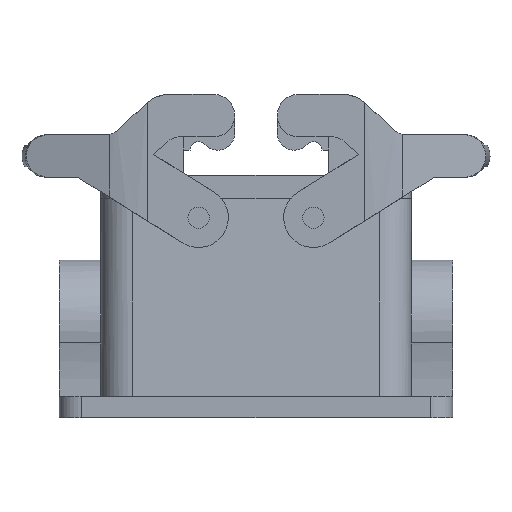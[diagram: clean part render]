
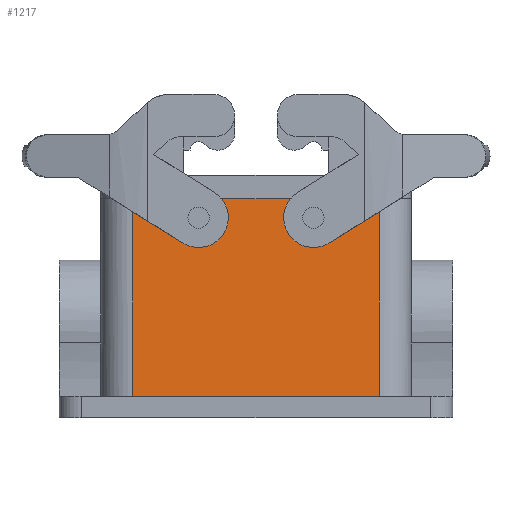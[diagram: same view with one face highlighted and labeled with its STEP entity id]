
A CAD part, left-side view. The second image highlights one B-rep face of the part: STEP entity #1217.
In plain terms, the highlighted planar face has unit normal (-0.999, 0, 0.044).
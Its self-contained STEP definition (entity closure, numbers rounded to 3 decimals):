
#1131=AXIS2_PLACEMENT_3D('Plane Axis2P3D',#1128,#1129,#1130) ;
#656=CARTESIAN_POINT('Vertex',(4.97,26.,5.)) ;
#659=CARTESIAN_POINT('Line Origine',(4.97,55.,5.)) ;
#663=CARTESIAN_POINT('Vertex',(4.97,84.,5.)) ;
#1063=CARTESIAN_POINT('Line Origine',(5.927,84.,26.914)) ;
#1067=CARTESIAN_POINT('Vertex',(7.,84.,51.5)) ;
#1128=CARTESIAN_POINT('Axis2P3D Location',(7.,55.,51.5)) ;
#1133=CARTESIAN_POINT('Line Origine',(5.919,26.,26.75)) ;
#1137=CARTESIAN_POINT('Vertex',(7.,26.,51.5)) ;
#1140=CARTESIAN_POINT('Line Origine',(7.,55.,51.5)) ;
#1152=CARTESIAN_POINT('Control Point',(6.762,66.745,46.041)) ;
#1153=CARTESIAN_POINT('Control Point',(6.738,67.039,45.502)) ;
#1154=CARTESIAN_POINT('Control Point',(6.72,67.541,45.076)) ;
#1155=CARTESIAN_POINT('Control Point',(6.711,68.193,44.872)) ;
#1156=CARTESIAN_POINT('Control Point',(6.716,69.533,45.005)) ;
#1157=CARTESIAN_POINT('Control Point',(6.761,70.43,46.02)) ;
#1158=CARTESIAN_POINT('Control Point',(6.791,70.645,46.708)) ;
#1159=CARTESIAN_POINT('Control Point',(6.821,70.563,47.395)) ;
#1160=CARTESIAN_POINT('Control Point',(6.845,70.255,47.959)) ;
#1161=CARTESIAN_POINT('Vertex',(6.762,66.745,46.041)) ;
#1163=CARTESIAN_POINT('Vertex',(6.845,70.255,47.959)) ;
#1167=CARTESIAN_POINT('Control Point',(6.845,70.255,47.959)) ;
#1168=CARTESIAN_POINT('Control Point',(6.867,69.986,48.451)) ;
#1169=CARTESIAN_POINT('Control Point',(6.884,69.545,48.849)) ;
#1170=CARTESIAN_POINT('Control Point',(6.894,68.974,49.07)) ;
#1171=CARTESIAN_POINT('Control Point',(6.894,67.982,49.076)) ;
#1172=CARTESIAN_POINT('Control Point',(6.872,67.169,48.564)) ;
#1173=CARTESIAN_POINT('Control Point',(6.86,66.899,48.286)) ;
#1174=CARTESIAN_POINT('Control Point',(6.833,66.536,47.671)) ;
#1175=CARTESIAN_POINT('Control Point',(6.802,66.461,46.965)) ;
#1176=CARTESIAN_POINT('Control Point',(6.788,66.493,46.636)) ;
#1177=CARTESIAN_POINT('Control Point',(6.774,66.591,46.323)) ;
#1178=CARTESIAN_POINT('Control Point',(6.762,66.745,46.041)) ;
#1185=CARTESIAN_POINT('Control Point',(6.845,39.745,47.959)) ;
#1186=CARTESIAN_POINT('Control Point',(6.867,40.014,48.451)) ;
#1187=CARTESIAN_POINT('Control Point',(6.884,40.455,48.849)) ;
#1188=CARTESIAN_POINT('Control Point',(6.894,41.026,49.07)) ;
#1189=CARTESIAN_POINT('Control Point',(6.894,42.018,49.076)) ;
#1190=CARTESIAN_POINT('Control Point',(6.872,42.831,48.564)) ;
#1191=CARTESIAN_POINT('Control Point',(6.86,43.101,48.286)) ;
#1192=CARTESIAN_POINT('Control Point',(6.833,43.464,47.671)) ;
#1193=CARTESIAN_POINT('Control Point',(6.802,43.539,46.965)) ;
#1194=CARTESIAN_POINT('Control Point',(6.788,43.507,46.636)) ;
#1195=CARTESIAN_POINT('Control Point',(6.774,43.409,46.323)) ;
#1196=CARTESIAN_POINT('Control Point',(6.762,43.255,46.041)) ;
#1197=CARTESIAN_POINT('Vertex',(6.845,39.745,47.959)) ;
#1199=CARTESIAN_POINT('Vertex',(6.762,43.255,46.041)) ;
#1203=CARTESIAN_POINT('Control Point',(6.762,43.255,46.041)) ;
#1204=CARTESIAN_POINT('Control Point',(6.738,42.961,45.502)) ;
#1205=CARTESIAN_POINT('Control Point',(6.72,42.459,45.076)) ;
#1206=CARTESIAN_POINT('Control Point',(6.711,41.807,44.872)) ;
#1207=CARTESIAN_POINT('Control Point',(6.716,40.467,45.005)) ;
#1208=CARTESIAN_POINT('Control Point',(6.761,39.57,46.02)) ;
#1209=CARTESIAN_POINT('Control Point',(6.791,39.355,46.708)) ;
#1210=CARTESIAN_POINT('Control Point',(6.821,39.437,47.395)) ;
#1211=CARTESIAN_POINT('Control Point',(6.845,39.745,47.959)) ;
#660=DIRECTION('Vector Direction',(0.,1.,0.)) ;
#1064=DIRECTION('Vector Direction',(0.044,0.,0.999)) ;
#1129=DIRECTION('Axis2P3D Direction',(-0.999,0.,0.044)) ;
#1130=DIRECTION('Axis2P3D XDirection',(0.,1.,0.)) ;
#1134=DIRECTION('Vector Direction',(-0.044,0.,-0.999)) ;
#1141=DIRECTION('Vector Direction',(0.,1.,0.)) ;
#661=VECTOR('Line Direction',#660,1.) ;
#1065=VECTOR('Line Direction',#1064,1.) ;
#1135=VECTOR('Line Direction',#1134,1.) ;
#1142=VECTOR('Line Direction',#1141,1.) ;
#1146=ORIENTED_EDGE('',*,*,#1139,.F.) ;
#1147=ORIENTED_EDGE('',*,*,#1144,.T.) ;
#1148=ORIENTED_EDGE('',*,*,#1069,.F.) ;
#1149=ORIENTED_EDGE('',*,*,#665,.F.) ;
#1181=ORIENTED_EDGE('',*,*,#1165,.T.) ;
#1182=ORIENTED_EDGE('',*,*,#1179,.T.) ;
#1214=ORIENTED_EDGE('',*,*,#1201,.F.) ;
#1215=ORIENTED_EDGE('',*,*,#1212,.F.) ;
#1183=FACE_BOUND('',#1180,.T.) ;
#1216=FACE_BOUND('',#1213,.T.) ;
#1217=ADVANCED_FACE('Hauptk\X2\00F6\X0\rper',(#1150,#1183,#1216),#1132,.T.) ;
#1151=B_SPLINE_CURVE_WITH_KNOTS('',5,(#1152,#1153,#1154,#1155,#1156,#1157,#1158,#1159,#1160),.UNSPECIFIED.,.F.,.U.,(6,3,6),(8.89,13.235,17.78),.UNSPECIFIED.) ;
#1166=B_SPLINE_CURVE_WITH_KNOTS('',5,(#1167,#1168,#1169,#1170,#1171,#1172,#1173,#1174,#1175,#1176,#1177,#1178),.UNSPECIFIED.,.F.,.U.,(6,3,3,6),(0.,3.968,6.615,8.89),.UNSPECIFIED.) ;
#1184=B_SPLINE_CURVE_WITH_KNOTS('',5,(#1185,#1186,#1187,#1188,#1189,#1190,#1191,#1192,#1193,#1194,#1195,#1196),.UNSPECIFIED.,.F.,.U.,(6,3,3,6),(0.,3.968,6.615,8.89),.UNSPECIFIED.) ;
#1202=B_SPLINE_CURVE_WITH_KNOTS('',5,(#1203,#1204,#1205,#1206,#1207,#1208,#1209,#1210,#1211),.UNSPECIFIED.,.F.,.U.,(6,3,6),(8.89,13.235,17.78),.UNSPECIFIED.) ;
#665=EDGE_CURVE('',#657,#664,#662,.T.) ;
#1069=EDGE_CURVE('',#664,#1068,#1066,.T.) ;
#1139=EDGE_CURVE('',#1138,#657,#1136,.T.) ;
#1144=EDGE_CURVE('',#1138,#1068,#1143,.T.) ;
#1165=EDGE_CURVE('',#1162,#1164,#1151,.T.) ;
#1179=EDGE_CURVE('',#1164,#1162,#1166,.T.) ;
#1201=EDGE_CURVE('',#1198,#1200,#1184,.T.) ;
#1212=EDGE_CURVE('',#1200,#1198,#1202,.T.) ;
#1145=EDGE_LOOP('',(#1146,#1147,#1148,#1149)) ;
#1180=EDGE_LOOP('',(#1181,#1182)) ;
#1213=EDGE_LOOP('',(#1214,#1215)) ;
#1150=FACE_OUTER_BOUND('',#1145,.T.) ;
#662=LINE('Line',#659,#661) ;
#1066=LINE('Line',#1063,#1065) ;
#1136=LINE('Line',#1133,#1135) ;
#1143=LINE('Line',#1140,#1142) ;
#1132=PLANE('',#1131) ;
#657=VERTEX_POINT('',#656) ;
#664=VERTEX_POINT('',#663) ;
#1068=VERTEX_POINT('',#1067) ;
#1138=VERTEX_POINT('',#1137) ;
#1162=VERTEX_POINT('',#1161) ;
#1164=VERTEX_POINT('',#1163) ;
#1198=VERTEX_POINT('',#1197) ;
#1200=VERTEX_POINT('',#1199) ;
